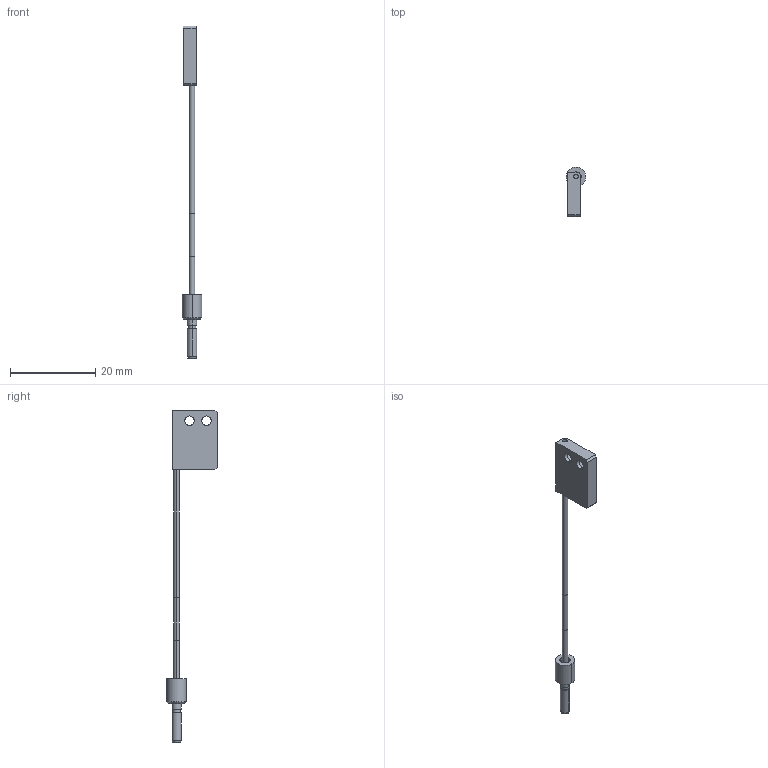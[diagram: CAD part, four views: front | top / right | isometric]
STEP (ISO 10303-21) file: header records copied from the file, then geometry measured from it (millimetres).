
FILE_DESCRIPTION((''),'2;1');
FILE_NAME('193337_ASM','2016-02-17T',('pdmadmin'),(''),'PRO/ENGINEER BY PARAMETRIC TECHNOLOGY CORPORATION, 2013230','PRO/ENGINEER BY PARAMETRIC TECHNOLOGY CORPORATION, 2013230','');
FILE_SCHEMA(('CONFIG_CONTROL_DESIGN'));
Products named in the file (5): 126214; 39414; 151690; 13656_ASM; 193337_ASM
Assembly tree (4 placements, depth 3):
  193337_ASM
    13656_ASM
      126214
      39414
      151690
Bounding box: 4.57 x 11.79 x 77.86 mm (x, y, z)
Volume: 517 mm3; surface area: 1130.1 mm2
Topology: 3 solids, 4 shells, 125 faces, 285 edges, 172 vertices
Faces by surface type: cylinder 61, plane 47, bspline 9, cone 8
Entity records: 4118 total; most frequent: CARTESIAN_POINT 1206, DIRECTION 586, ORIENTED_EDGE 566, EDGE_CURVE 285, AXIS2_PLACEMENT_3D 206, VECTOR 174, LINE 174, VERTEX_POINT 172
